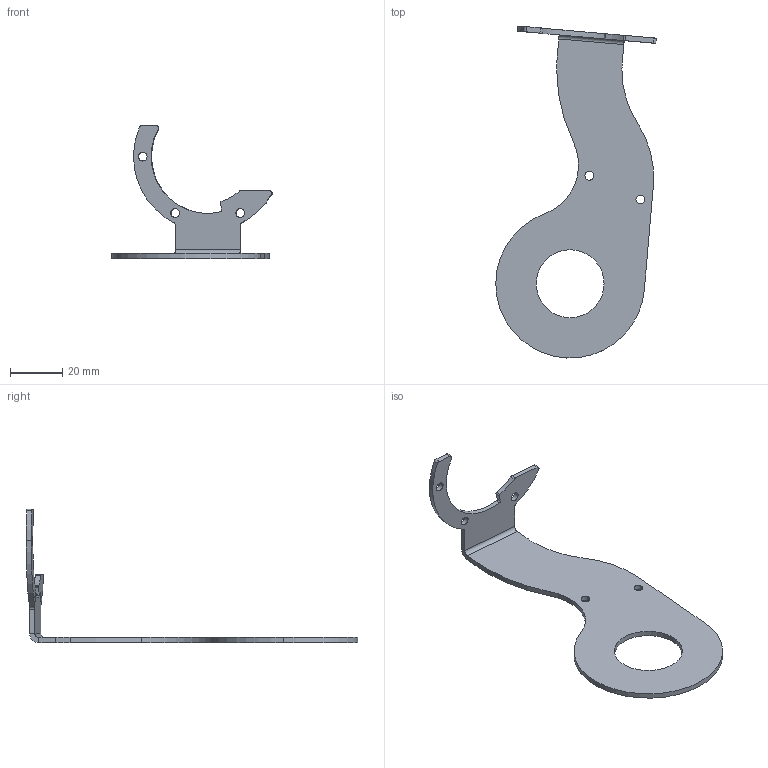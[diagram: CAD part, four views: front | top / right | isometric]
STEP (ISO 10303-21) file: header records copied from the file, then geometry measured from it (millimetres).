
FILE_DESCRIPTION (( 'STEP AP214' ), '1' );
FILE_NAME ('J4_D.STEP', '2025-08-20T01:21:10', ( '' ), ( '' ), 'SwSTEP 2.0', 'SolidWorks 2025', '' );
FILE_SCHEMA (( 'AUTOMOTIVE_DESIGN' ));
Length unit declared in the file: millimetre
Products named in the file (1): J4_D
Bounding box: 61.49 x 127.09 x 51.1 mm (x, y, z)
Volume: 9672 mm3; surface area: 10872.1 mm2
Topology: 1 solids, 1 shells, 52 faces, 142 edges, 92 vertices
Faces by surface type: cylinder 37, plane 15
Entity records: 1723 total; most frequent: DIRECTION 322, CARTESIAN_POINT 287, ORIENTED_EDGE 284, EDGE_CURVE 142, AXIS2_PLACEMENT_3D 127, VERTEX_POINT 92, CIRCLE 74, LINE 68
